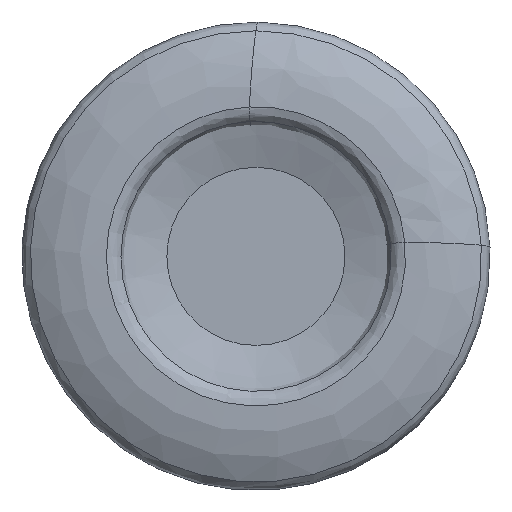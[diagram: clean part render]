
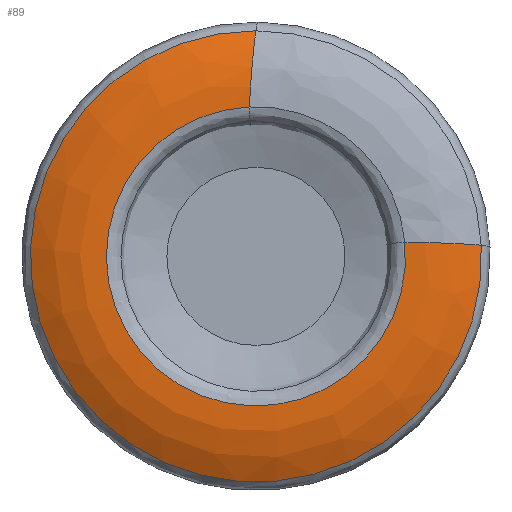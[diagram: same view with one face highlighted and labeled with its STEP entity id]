
A CAD part, left-side view. The second image highlights one B-rep face of the part: STEP entity #89.
In plain terms, the highlighted free-form (B-spline) face has degree [3, 3] with [4, 7] control points.
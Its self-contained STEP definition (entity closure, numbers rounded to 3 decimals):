
#89=ADVANCED_FACE('',(#132),#116,.F.);
#116=(
BOUNDED_SURFACE()
B_SPLINE_SURFACE(3,3,((#594,#595,#596,#597,#598,#599,#600),(#601,#602,#603,
#604,#605,#606,#607),(#608,#609,#610,#611,#612,#613,#614),(#615,#616,#617,
#618,#619,#620,#621)),.UNSPECIFIED.,.F.,.F.,.F.)
B_SPLINE_SURFACE_WITH_KNOTS((4,4),(4,3,4),(0.,1.),(0.,0.5,1.),
 .UNSPECIFIED.)
GEOMETRIC_REPRESENTATION_ITEM()
RATIONAL_B_SPLINE_SURFACE(((1.,0.581,0.581,1.,0.581,
0.581,1.),(0.971,0.564,0.564,
0.971,0.564,0.564,0.971),
(0.971,0.564,0.564,0.971,
0.564,0.564,0.971),(1.,0.581,
0.581,1.,0.581,0.581,1.)))
REPRESENTATION_ITEM('')
SURFACE()
);
#132=FACE_OUTER_BOUND('',#150,.T.);
#150=EDGE_LOOP('',(#192,#193,#194,#195));
#192=ORIENTED_EDGE('',*,*,#300,.F.);
#193=ORIENTED_EDGE('',*,*,#301,.T.);
#194=ORIENTED_EDGE('',*,*,#298,.T.);
#195=ORIENTED_EDGE('',*,*,#302,.T.);
#268=VERTEX_POINT('',#536);
#271=VERTEX_POINT('',#541);
#272=VERTEX_POINT('',#590);
#273=VERTEX_POINT('',#591);
#298=EDGE_CURVE('',#271,#268,#340,.T.);
#300=EDGE_CURVE('',#272,#273,#342,.T.);
#301=EDGE_CURVE('',#272,#271,#343,.T.);
#302=EDGE_CURVE('',#268,#273,#344,.T.);
#340=CIRCLE('',#383,16.601);
#342=CIRCLE('',#385,25.039);
#343=CIRCLE('',#386,15.);
#344=CIRCLE('',#387,15.);
#383=AXIS2_PLACEMENT_3D('',#559,#439,#440);
#385=AXIS2_PLACEMENT_3D('',#589,#443,#444);
#386=AXIS2_PLACEMENT_3D('',#592,#445,#446);
#387=AXIS2_PLACEMENT_3D('',#593,#447,#448);
#439=DIRECTION('',(1.,0.,0.));
#440=DIRECTION('',(0.,-0.996,0.092));
#443=DIRECTION('',(1.,0.,0.));
#444=DIRECTION('',(0.,-0.999,0.049));
#445=DIRECTION('',(-0.139,0.,-0.99));
#446=DIRECTION('',(0.99,0.,-0.139));
#447=DIRECTION('',(0.139,0.989,0.048));
#448=DIRECTION('',(0.99,-0.139,-0.007));
#536=CARTESIAN_POINT('',(0.019,0.722,16.586));
#541=CARTESIAN_POINT('',(0.019,-16.531,1.533));
#559=CARTESIAN_POINT('',(0.019,0.,0.));
#589=CARTESIAN_POINT('',(2.113,0.,0.));
#590=CARTESIAN_POINT('',(2.113,-25.009,1.239));
#591=CARTESIAN_POINT('',(2.113,0.013,25.039));
#592=CARTESIAN_POINT('',(14.854,-17.298,-0.552));
#593=CARTESIAN_POINT('',(14.854,-1.398,17.25));
#594=CARTESIAN_POINT('',(0.019,-16.531,1.533));
#595=CARTESIAN_POINT('',(0.019,-18.164,-16.082));
#596=CARTESIAN_POINT('',(0.019,-2.415,-24.14));
#597=CARTESIAN_POINT('',(0.019,10.915,-12.509));
#598=CARTESIAN_POINT('',(0.019,24.244,-0.879));
#599=CARTESIAN_POINT('',(0.019,18.395,15.817));
#600=CARTESIAN_POINT('',(0.019,0.722,16.586));
#601=CARTESIAN_POINT('',(-0.133,-19.526,1.554));
#602=CARTESIAN_POINT('',(-0.133,-21.182,-19.252));
#603=CARTESIAN_POINT('',(-0.133,-2.478,-28.517));
#604=CARTESIAN_POINT('',(-0.133,13.069,-14.59));
#605=CARTESIAN_POINT('',(-0.133,28.616,-0.664));
#606=CARTESIAN_POINT('',(-0.133,21.459,18.943));
#607=CARTESIAN_POINT('',(-0.133,0.596,19.579));
#608=CARTESIAN_POINT('',(0.586,-22.436,1.453));
#609=CARTESIAN_POINT('',(0.586,-23.985,-22.454));
#610=CARTESIAN_POINT('',(0.586,-2.362,-32.77));
#611=CARTESIAN_POINT('',(0.586,15.246,-16.524));
#612=CARTESIAN_POINT('',(0.586,32.854,-0.278));
#613=CARTESIAN_POINT('',(0.586,24.308,22.104));
#614=CARTESIAN_POINT('',(0.586,0.353,22.48));
#615=CARTESIAN_POINT('',(2.113,-25.009,1.239));
#616=CARTESIAN_POINT('',(2.113,-26.329,-25.41));
#617=CARTESIAN_POINT('',(2.113,-2.075,-36.532));
#618=CARTESIAN_POINT('',(2.113,17.257,-18.143));
#619=CARTESIAN_POINT('',(2.113,36.59,0.247));
#620=CARTESIAN_POINT('',(2.113,26.695,25.026));
#621=CARTESIAN_POINT('',(2.113,0.013,25.039));
